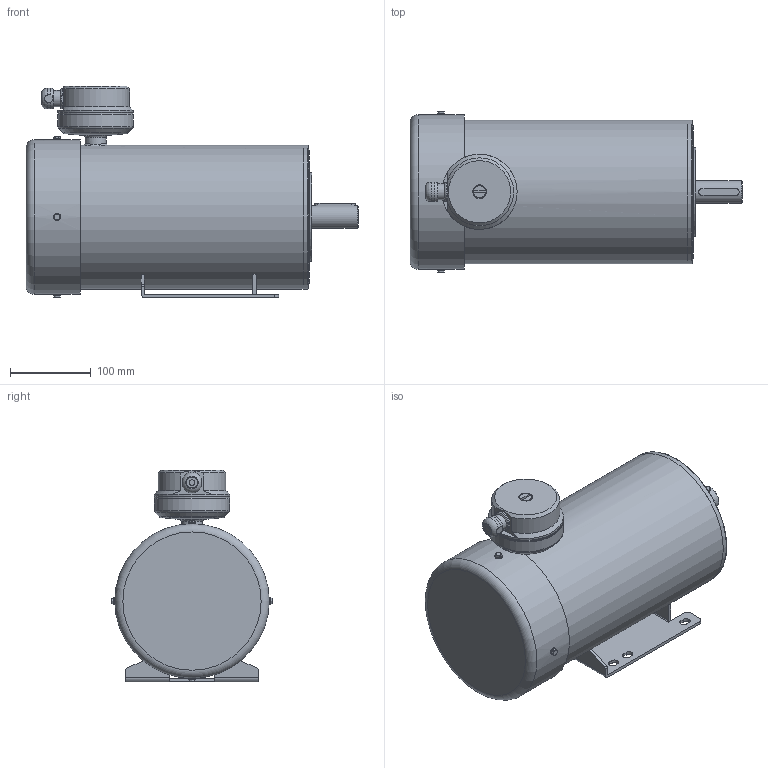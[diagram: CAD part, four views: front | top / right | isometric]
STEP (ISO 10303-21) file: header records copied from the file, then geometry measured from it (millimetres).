
FILE_DESCRIPTION(/* description */ ('Unknown'),/* implementation_level */ '2;1');
FILE_NAME(/* name */ 'SPMFKL4PTEVN4KFU1-N---NNN',/* time_stamp */ '2024-03-15T11:17:47+01:00',/* author */ ('Unknown'),/* organization */ ('Unknown'),/* preprocessor_version */ 'ST-DEVELOPER v18.104',/* originating_system */ 'Solid Edge',/* authorisation */ 'Unknown');
FILE_SCHEMA (('AUTOMOTIVE_DESIGN {1 0 10303 214 3 1 1}'));
Length unit declared in the file: millimetre
Products named in the file (3): SPMFKL4PTEVN4KFU1-N---NNN; SPMFKL4JTEVN4KFU1-N---NNN; SPM909022
Assembly tree (2 placements, depth 2):
  SPMFKL4PTEVN4KFU1-N---NNN
    SPMFKL4JTEVN4KFU1-N---NNN
    SPM909022
Bounding box: 410.5 x 199 x 262 mm (x, y, z)
Volume: 9457141.6 mm3; surface area: 350638.5 mm2
Topology: 2 solids, 2 shells, 288 faces, 694 edges, 426 vertices
Faces by surface type: plane 121, cylinder 103, cone 54, torus 9, bspline 1
Full cylindrical faces by diameter (mm): 4.917 x2, 6.647 x8, 7 x1, 8.4 x1, 9 x4, 13.4 x1, 20 x1, 26 x1, 28 x1, 30 x1, 85 x1, 93 x3, 110 x1, 177.98 x1, 178 x2, 191 x1
Entity records: 9590 total; most frequent: CARTESIAN_POINT 1751, DIRECTION 1369, ORIENTED_EDGE 1180, EDGE_CURVE 590, AXIS2_PLACEMENT_3D 558, VERTEX_POINT 397, FACE_BOUND 391, EDGE_LOOP 386
